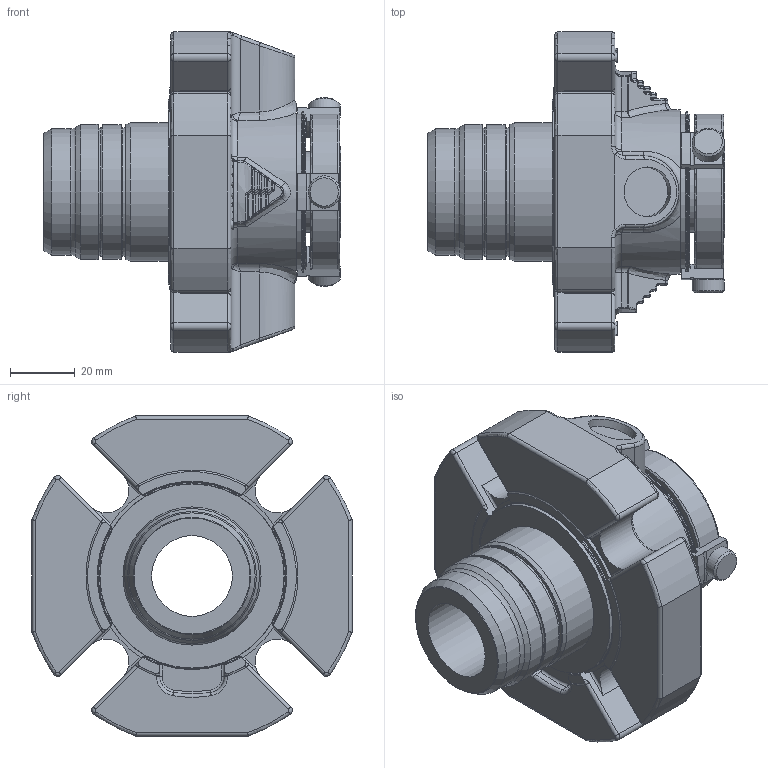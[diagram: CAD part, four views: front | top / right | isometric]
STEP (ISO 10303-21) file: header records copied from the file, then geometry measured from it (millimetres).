
FILE_DESCRIPTION(/* description */ ('Unknown'),/* implementation_level */ '2;1');
FILE_NAME(/* name */ '25mm - STEP',/* time_stamp */ '2023-01-27T16:11:02+00:00',/* author */ ('Unknown'),/* organization */ ('Unknown'),/* preprocessor_version */ 'ST-DEVELOPER v16.7',/* originating_system */ 'Solid Edge',/* authorisation */ 'Unknown');
FILE_SCHEMA (('AUTOMOTIVE_DESIGN {1 0 10303 214 3 1 1}'));
Length unit declared in the file: millimetre
Products named in the file (1): 25MM
Bounding box: 92 x 99.06 x 99.06 mm (x, y, z)
Volume: 227917.4 mm3; surface area: 48502.8 mm2
Topology: 1 solids, 1 shells, 816 faces, 2025 edges, 1213 vertices
Faces by surface type: cylinder 327, plane 227, torus 121, bspline 68, sphere 40, cone 33
Full cylindrical faces by diameter (mm): 3.118 x2, 10 x3, 15.342 x2, 24.994 x1, 25.095 x1, 28.245 x1, 39.065 x1, 39.726 x2, 41.58 x1, 41.808 x1, 42.748 x1, 48.158 x3, 49.682 x1, 54.331 x1, 57 x1, 57.277 x1, 57.683 x1
Entity records: 24686 total; most frequent: CARTESIAN_POINT 5820, DIRECTION 4076, ORIENTED_EDGE 3872, EDGE_CURVE 1936, AXIS2_PLACEMENT_3D 1631, VERTEX_POINT 1193, EDGE_LOOP 905, FACE_BOUND 905
